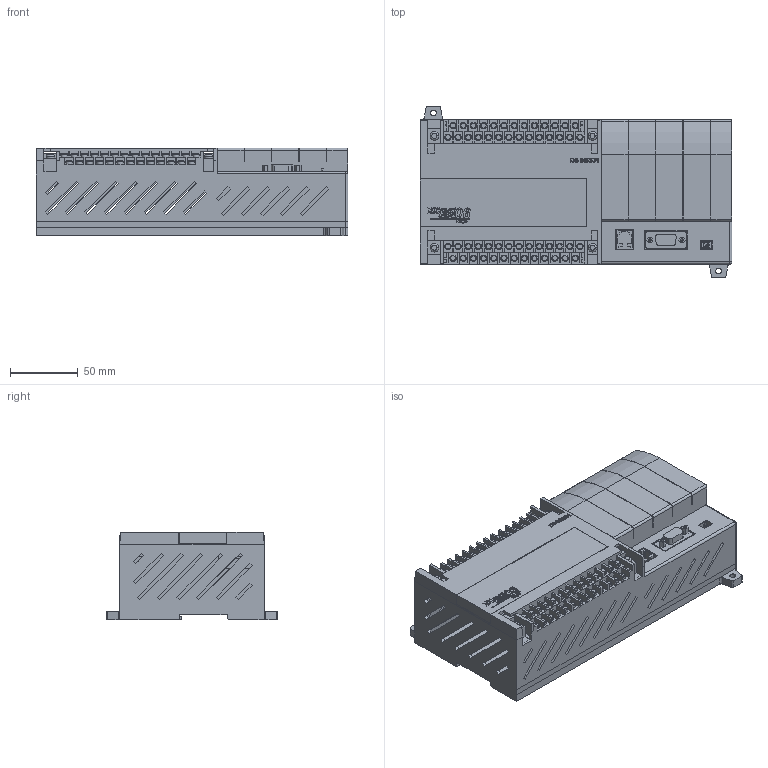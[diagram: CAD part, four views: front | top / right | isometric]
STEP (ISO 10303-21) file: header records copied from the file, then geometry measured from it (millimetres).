
FILE_DESCRIPTION (( 'STEP AP214' ), '1' );
FILE_NAME ('D0-06DD1.STEP', '2011-01-28T13:45:25', ( '.ADC' ), ( 'ADC' ), 'SwSTEP 2.0', 'SolidWorks 2009', '' );
FILE_SCHEMA (( 'AUTOMOTIVE_DESIGN' ));
Length unit declared in the file: inch
Products named in the file (1): D0-06DD1
Bounding box: 230.89 x 127.11 x 65.15 mm (x, y, z)
Volume: 262228.7 mm3; surface area: 199371.1 mm2
Topology: 1 solids, 5 shells, 1432 faces, 3828 edges, 2484 vertices
Faces by surface type: plane 926, cylinder 189, bspline 184, torus 118, cone 14, sphere 1
Entity records: 71121 total; most frequent: CARTESIAN_POINT 18319, ORIENTED_EDGE 7630, DIRECTION 6546, EDGE_CURVE 3815, VECTOR 2820, LINE 2820, VERTEX_POINT 2484, AXIS2_PLACEMENT_3D 1863
